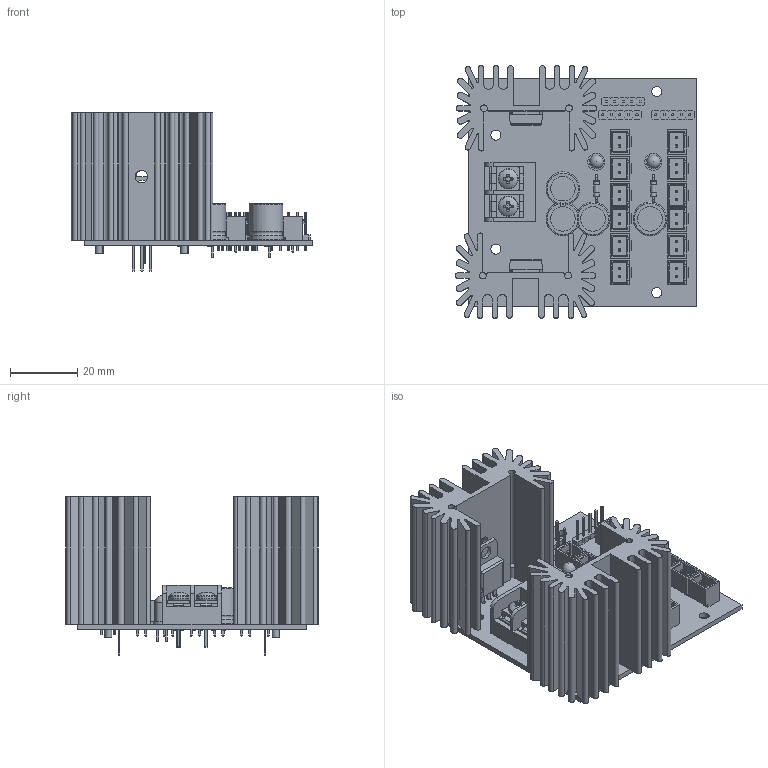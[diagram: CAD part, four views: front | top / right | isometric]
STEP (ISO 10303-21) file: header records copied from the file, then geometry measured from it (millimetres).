
FILE_DESCRIPTION(/* description */ (''),/* implementation_level */ '2;1');
FILE_NAME(/* name */ 'e96fae56-6e3c-4736-91de-691b30c96f23.zip.stp',/* time_stamp */ '2020-11-17T12:14:02+00:00',/* author */ (''),/* organization */ (''),/* preprocessor_version */ 'ST-DEVELOPER v18.1',/* originating_system */ 'Autodesk Translation Framework v9.3.0.1241',/* authorisation */ '');
FILE_SCHEMA (('AUTOMOTIVE_DESIGN { 1 0 10303 214 3 1 1 }'));
Length unit declared in the file: millimetre
Products named in the file (12): Slaves-Power-board; PCB Component; Board; 1X02_DATA; 1X05; E3,5-8; LED5MM; 0204/7; 78XXS; W239-302; 92000A114; HEAT-SINK
Assembly tree (32 placements, depth 4):
  Slaves-Power-board
    PCB Component
      Board
      1X02_DATA  x12
      1X05  x3
      E3,5-8  x4
      LED5MM  x2
      0204/7  x2
      78XXS  x2
      W239-302
        92000A114  x2
      HEAT-SINK  x2
Bounding box: 72.16 x 75.31 x 47.3 mm (x, y, z)
Volume: 48506.7 mm3; surface area: 49980.6 mm2
Topology: 38 solids, 38 shells, 2224 faces, 5796 edges, 3758 vertices
Faces by surface type: plane 1806, cylinder 328, torus 60, sphere 12, cone 12, bspline 6
Full cylindrical faces by diameter (mm): 0.5 x8, 0.65 x8, 0.813 x16, 1 x4, 1.016 x45, 1.52 x2, 1.6 x6, 2 x4, 2.35 x18, 2.5 x4, 3 x20, 3.81 x2, 3.96 x2, 4.1 x2, 5.1 x2, 6 x2, 7.333 x4
Entity records: 26035 total; most frequent: CARTESIAN_POINT 6206, ORIENTED_EDGE 3884, DIRECTION 3878, EDGE_CURVE 1942, LINE 1412, VECTOR 1412, VERTEX_POINT 1275, AXIS2_PLACEMENT_3D 1233
